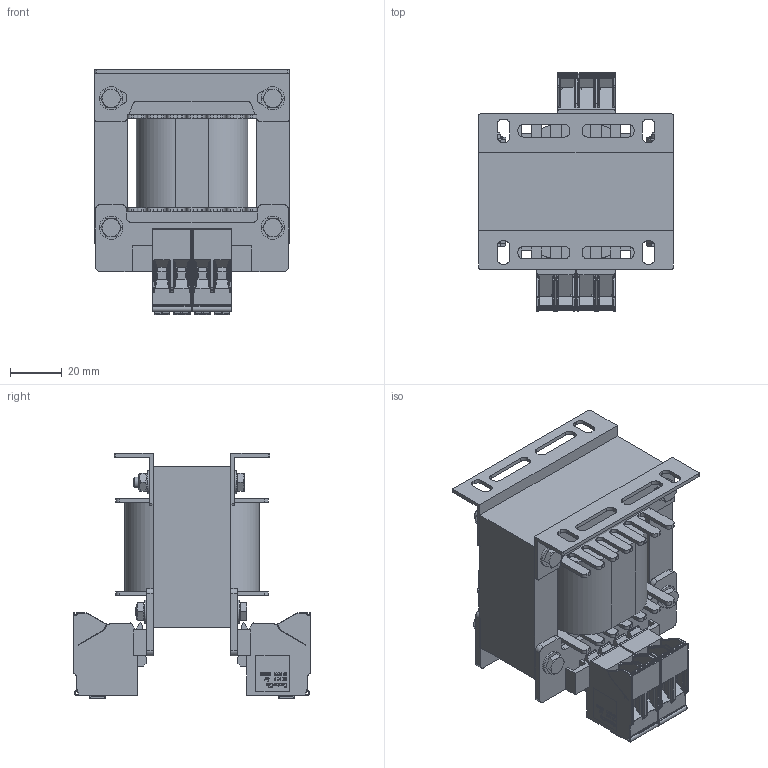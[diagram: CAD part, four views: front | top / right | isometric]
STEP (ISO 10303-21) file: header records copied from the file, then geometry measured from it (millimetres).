
FILE_DESCRIPTION(/* description */ (''),/* implementation_level */ '2;1');
FILE_NAME(/* name */ 'TS040403200.stp',/* time_stamp */ '2022-09-13T14:07:13+02:00',/* author */ ('Miguel A. Hernandez'),/* organization */ (''),/* preprocessor_version */ 'ST-DEVELOPER v19.2',/* originating_system */ 'Autodesk Inventor 2023',/* authorisation */ '');
FILE_SCHEMA (('AUTOMOTIVE_DESIGN { 1 0 10303 214 3 1 1 }'));
Products named in the file (10): TS040403200; EI75 x 62,5 - 30 (RC25); AF25DIN; EI 75 X 62,5 - 30; EI75; DIN 125 - A 4,3; DIN 933 - M4  x 40; DIN 934 - M4; 1227_TKS_4_3_F NARANJA; 1226_TKS_4_2_F
Assembly tree (25 placements, depth 2):
  TS040403200
    EI75 x 62,5 - 30 (RC25)
    AF25DIN  x2
    EI 75 X 62,5 - 30
    EI75  x2
    DIN 125 - A 4,3  x8
    DIN 933 - M4  x 40  x4
    DIN 934 - M4  x4
    1227_TKS_4_3_F NARANJA
    1226_TKS_4_2_F  x2
Bounding box: 75 x 91.9 x 94.65 mm (x, y, z)
Volume: 207146.8 mm3; surface area: 84069.5 mm2
Topology: 25 solids, 25 shells, 5918 faces, 16543 edges, 10766 vertices
Faces by surface type: plane 4734, cylinder 821, bspline 179, torus 128, cone 48, sphere 8
Full cylindrical faces by diameter (mm): 3.242 x4, 3.621 x4, 4 x8, 4.3 x8, 4.5 x4, 5.9 x4, 9 x8
Entity records: 137258 total; most frequent: CARTESIAN_POINT 28317, ORIENTED_EDGE 22620, DIRECTION 20427, EDGE_CURVE 11310, LINE 9751, VECTOR 9751, VERTEX_POINT 7363, AXIS2_PLACEMENT_3D 5338
